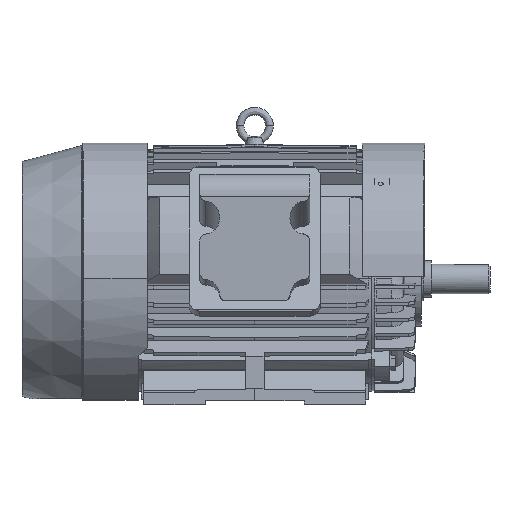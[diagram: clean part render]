
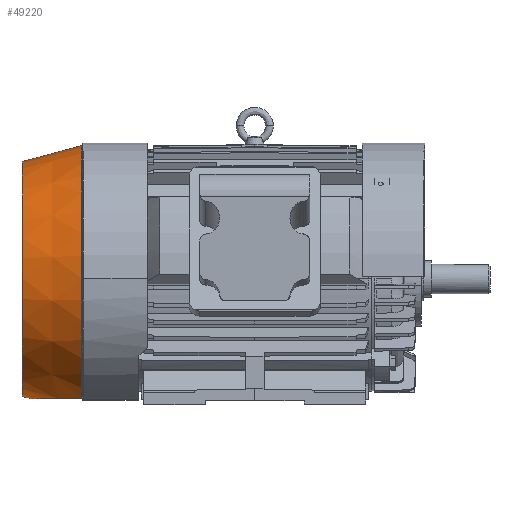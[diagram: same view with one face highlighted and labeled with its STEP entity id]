
A CAD part, top view. The second image highlights one B-rep face of the part: STEP entity #49220.
In plain terms, the highlighted conical face has half-angle 15.131 degrees and reference radius 216.1 mm.
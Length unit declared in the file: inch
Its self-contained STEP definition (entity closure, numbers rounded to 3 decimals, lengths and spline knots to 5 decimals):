
#324 = CARTESIAN_POINT ( 'NONE',  ( -11.04244, 0., 0. ) ) ;
#711 = CARTESIAN_POINT ( 'NONE',  ( -14.78433, 0., 0. ) ) ;
#1684 = CIRCLE ( 'NONE', #91992, 7.49605 ) ;
#2388 = CARTESIAN_POINT ( 'NONE',  ( -11.04244, -8.50789, 0. ) ) ;
#2515 = CARTESIAN_POINT ( 'NONE',  ( -11.04244, 8.50789, 0. ) ) ;
#3349 = EDGE_LOOP ( 'NONE', ( #50632, #85586, #25333, #39423, #11390, #8546, #106684 ) ) ;
#3823 = CARTESIAN_POINT ( 'NONE',  ( -14.2596, -7.6378, 0.05468 ) ) ;
#4910 = CARTESIAN_POINT ( 'NONE',  ( -12.2761, -7.6378, 2.91492 ) ) ;
#8546 = ORIENTED_EDGE ( 'NONE', *, *, #35842, .T. ) ;
#8634 = CARTESIAN_POINT ( 'NONE',  ( -14.26014, -7.6378, 0. ) ) ;
#11390 = ORIENTED_EDGE ( 'NONE', *, *, #44268, .T. ) ;
#12141 = CARTESIAN_POINT ( 'NONE',  ( -11.7592, -7.6378, 3.28625 ) ) ;
#13220 = CARTESIAN_POINT ( 'NONE',  ( -14.26014, -7.6378, 0.02727 ) ) ;
#15836 = CIRCLE ( 'NONE', #45936, 8.50789 ) ;
#16403 = DIRECTION ( 'NONE',  ( 1., 0., 0. ) ) ;
#20423 = CARTESIAN_POINT ( 'NONE',  ( -14.25743, -7.6378, 0.10923 ) ) ;
#20980 = CARTESIAN_POINT ( 'NONE',  ( -12.77042, -7.6378, 2.51633 ) ) ;
#21526 = CARTESIAN_POINT ( 'NONE',  ( -14.11753, -7.6378, 0.7689 ) ) ;
#22743 = CARTESIAN_POINT ( 'NONE',  ( -11.04244, 0., 0. ) ) ;
#24184 = EDGE_CURVE ( 'NONE', #25243, #84427, #92895, .T. ) ;
#25243 = VERTEX_POINT ( 'NONE', #50386 ) ;
#25333 = ORIENTED_EDGE ( 'NONE', *, *, #49763, .T. ) ;
#28191 = CARTESIAN_POINT ( 'NONE',  ( -14.06727, -7.6378, 0.89542 ) ) ;
#29841 = CARTESIAN_POINT ( 'NONE',  ( -13.45018, -7.6378, 1.84394 ) ) ;
#31212 = EDGE_CURVE ( 'NONE', #25243, #46698, #1684, .T. ) ;
#32157 = DIRECTION ( 'NONE',  ( 0., 0., -1. ) ) ;
#35068 = DIRECTION ( 'NONE',  ( 0., 0., -1. ) ) ;
#35842 = EDGE_CURVE ( 'NONE', #58380, #84427, #15836, .T. ) ;
#36177 = LINE ( 'NONE', #2388, #101869 ) ;
#36515 = CARTESIAN_POINT ( 'NONE',  ( -12.92927, -7.6378, 2.37632 ) ) ;
#38169 = CARTESIAN_POINT ( 'NONE',  ( -11.93377, -7.6378, 3.16522 ) ) ;
#38714 = CARTESIAN_POINT ( 'NONE',  ( -13.5534, -7.6378, 1.71972 ) ) ;
#39423 = ORIENTED_EDGE ( 'NONE', *, *, #41245, .F. ) ;
#41035 = DIRECTION ( 'NONE',  ( -1., 0., 0. ) ) ;
#41245 = EDGE_CURVE ( 'NONE', #103949, #50788, #71788, .T. ) ;
#41802 = DIRECTION ( 'NONE',  ( 1., 0., 0. ) ) ;
#43245 = CIRCLE ( 'NONE', #69791, 7.49605 ) ;
#43875 = VERTEX_POINT ( 'NONE', #67746 ) ;
#44268 = EDGE_CURVE ( 'NONE', #103949, #58380, #99415, .T. ) ;
#44827 = CARTESIAN_POINT ( 'NONE',  ( -11.40463, -7.6378, 3.52177 ) ) ;
#45389 = CARTESIAN_POINT ( 'NONE',  ( -14.15315, -7.6378, 0.66592 ) ) ;
#45936 = AXIS2_PLACEMENT_3D ( 'NONE', #22743, #93505, #98701 ) ;
#45948 = CARTESIAN_POINT ( 'NONE',  ( -14.08829, -7.6378, 0.84532 ) ) ;
#46698 = VERTEX_POINT ( 'NONE', #105425 ) ;
#49220 = ADVANCED_FACE ( 'NONE', ( #75185 ), #59327, .T. ) ;
#49763 = EDGE_CURVE ( 'NONE', #43875, #50788, #36177, .T. ) ;
#50386 = CARTESIAN_POINT ( 'NONE',  ( -14.78433, 7.49605, 0. ) ) ;
#50632 = ORIENTED_EDGE ( 'NONE', *, *, #31212, .T. ) ;
#50788 = VERTEX_POINT ( 'NONE', #8634 ) ;
#53939 = DIRECTION ( 'NONE',  ( 0.965, -0.261, 0. ) ) ;
#54817 = CARTESIAN_POINT ( 'NONE',  ( -14.19315, -7.6378, 0.53637 ) ) ;
#55353 = CARTESIAN_POINT ( 'NONE',  ( -14.14469, -7.6378, 0.69174 ) ) ;
#58219 = CARTESIAN_POINT ( 'NONE',  ( -11.04244, 0., 0. ) ) ;
#58380 = VERTEX_POINT ( 'NONE', #83004 ) ;
#59239 = CARTESIAN_POINT ( 'NONE',  ( -11.04244, -7.6378, 3.7481 ) ) ;
#59327 = CONICAL_SURFACE ( 'NONE', #66395, 8.50789, 0.264 ) ;
#61484 = CARTESIAN_POINT ( 'NONE',  ( -13.23317, -7.6378, 2.07963 ) ) ;
#62593 = CARTESIAN_POINT ( 'NONE',  ( -14.21789, -7.6378, 0.4313 ) ) ;
#62609 = VECTOR ( 'NONE', #86788, 39.37008 ) ;
#63142 = CARTESIAN_POINT ( 'NONE',  ( -14.12689, -7.6378, 0.74321 ) ) ;
#63150 = EDGE_CURVE ( 'NONE', #46698, #43875, #43245, .T. ) ;
#63701 = CARTESIAN_POINT ( 'NONE',  ( -13.15835, -7.6378, 2.1552 ) ) ;
#66395 = AXIS2_PLACEMENT_3D ( 'NONE', #324, #16403, #101740 ) ;
#67323 = DIRECTION ( 'NONE',  ( 0., 0., -1. ) ) ;
#67746 = CARTESIAN_POINT ( 'NONE',  ( -14.78433, -7.49605, 0. ) ) ;
#69791 = AXIS2_PLACEMENT_3D ( 'NONE', #100031, #41802, #67323 ) ;
#70348 = CARTESIAN_POINT ( 'NONE',  ( -13.58723, -7.6378, 1.67762 ) ) ;
#70906 = CARTESIAN_POINT ( 'NONE',  ( -13.6862, -7.6378, 1.54813 ) ) ;
#71451 = CARTESIAN_POINT ( 'NONE',  ( -14.26014, -7.6378, 0. ) ) ;
#71788 = B_SPLINE_CURVE_WITH_KNOTS ( 'NONE', 3,
 ( #105797, #105249, #44827, #12141, #38169, #4910, #96937, #20980, #36515, #63701, #61484, #71990, #29841, #38714, #70348, #87524, #70906, #86984, #97495, #88080, #79774, #28191, #45948, #21526, #63142, #55353, #45389, #54817, #62593, #96389, #88641, #79211, #20423, #3823, #13220, #71451 ),
 .UNSPECIFIED., .F., .F.,
 ( 4, 2, 2, 2, 2, 2, 2, 2, 2, 2, 2, 2, 2, 2, 2, 2, 2, 4 ),
 ( 0., 0.01613, 0.03226, 0.04838, 0.06451, 0.07257, 0.08064, 0.08467, 0.0887, 0.09677, 0.10483, 0.10886, 0.11088, 0.11289, 0.12096, 0.12499, 0.127, 0.12902 ),
 .UNSPECIFIED. ) ;
#71990 = CARTESIAN_POINT ( 'NONE',  ( -13.37908, -7.6378, 1.924 ) ) ;
#74653 = AXIS2_PLACEMENT_3D ( 'NONE', #58219, #41035, #32157 ) ;
#75185 = FACE_OUTER_BOUND ( 'NONE', #3349, .T. ) ;
#79211 = CARTESIAN_POINT ( 'NONE',  ( -14.25581, -7.6378, 0.1364 ) ) ;
#79774 = CARTESIAN_POINT ( 'NONE',  ( -14.0001, -7.6378, 1.0434 ) ) ;
#81595 = CARTESIAN_POINT ( 'NONE',  ( -11.04244, 8.50789, 0. ) ) ;
#83004 = CARTESIAN_POINT ( 'NONE',  ( -11.04244, 0., 8.50789 ) ) ;
#84427 = VERTEX_POINT ( 'NONE', #81595 ) ;
#85539 = DIRECTION ( 'NONE',  ( 1., 0., 0. ) ) ;
#85586 = ORIENTED_EDGE ( 'NONE', *, *, #63150, .T. ) ;
#86788 = DIRECTION ( 'NONE',  ( 0.965, 0.261, 0. ) ) ;
#86984 = CARTESIAN_POINT ( 'NONE',  ( -13.78091, -7.6378, 1.41557 ) ) ;
#87524 = CARTESIAN_POINT ( 'NONE',  ( -13.65361, -7.6378, 1.59186 ) ) ;
#88080 = CARTESIAN_POINT ( 'NONE',  ( -13.94983, -7.6378, 1.13898 ) ) ;
#88641 = CARTESIAN_POINT ( 'NONE',  ( -14.24939, -7.6378, 0.2176 ) ) ;
#91992 = AXIS2_PLACEMENT_3D ( 'NONE', #711, #85539, #35068 ) ;
#92895 = LINE ( 'NONE', #2515, #62609 ) ;
#93505 = DIRECTION ( 'NONE',  ( -1., 0., 0. ) ) ;
#96389 = CARTESIAN_POINT ( 'NONE',  ( -14.24301, -7.6378, 0.27132 ) ) ;
#96937 = CARTESIAN_POINT ( 'NONE',  ( -12.44385, -7.6378, 2.78565 ) ) ;
#97495 = CARTESIAN_POINT ( 'NONE',  ( -13.84024, -7.6378, 1.32507 ) ) ;
#98701 = DIRECTION ( 'NONE',  ( 0., 0., -1. ) ) ;
#99415 = CIRCLE ( 'NONE', #74653, 8.50789 ) ;
#100031 = CARTESIAN_POINT ( 'NONE',  ( -14.78433, 0., 0. ) ) ;
#101740 = DIRECTION ( 'NONE',  ( 0., 1., 0. ) ) ;
#101869 = VECTOR ( 'NONE', #53939, 39.37008 ) ;
#103949 = VERTEX_POINT ( 'NONE', #59239 ) ;
#105249 = CARTESIAN_POINT ( 'NONE',  ( -11.22463, -7.6378, 3.63627 ) ) ;
#105425 = CARTESIAN_POINT ( 'NONE',  ( -14.78433, 0., 7.49605 ) ) ;
#105797 = CARTESIAN_POINT ( 'NONE',  ( -11.04244, -7.6378, 3.7481 ) ) ;
#106684 = ORIENTED_EDGE ( 'NONE', *, *, #24184, .F. ) ;
